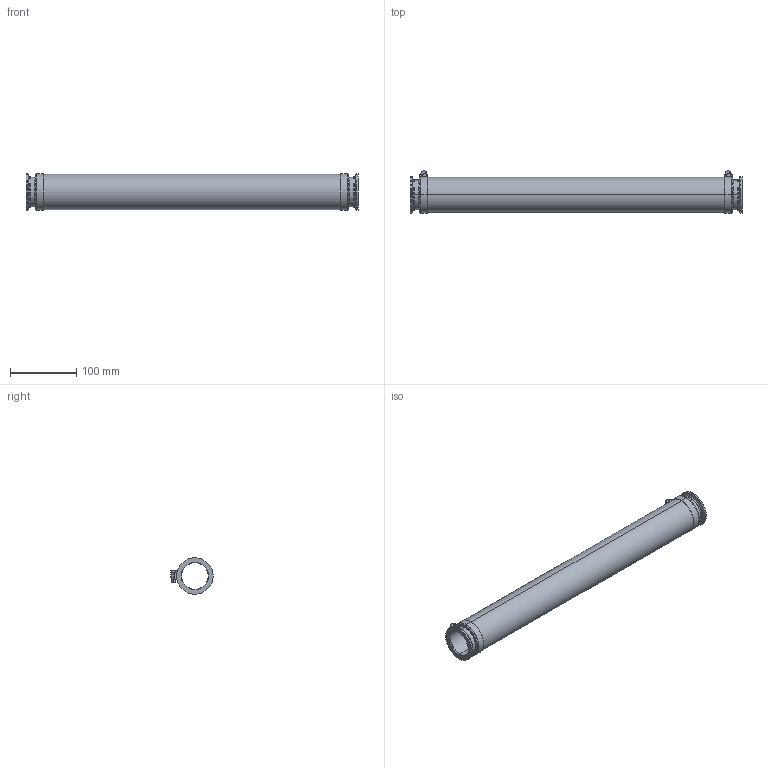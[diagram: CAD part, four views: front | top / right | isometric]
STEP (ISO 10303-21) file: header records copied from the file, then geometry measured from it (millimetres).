
FILE_DESCRIPTION (( 'STEP AP214' ), '1' );
FILE_NAME ('100SPA040-0500.A.stp', '2017-06-06T12:22:08', ( '' ), ( '' ), 'SwSTEP 2.0', 'SolidWorks 2015', '' );
FILE_SCHEMA (( 'AUTOMOTIVE_DESIGN' ));
Length unit declared in the file: millimetre
Products named in the file (1): 100SPA040-0500.A
Bounding box: 500 x 63.58 x 55 mm (x, y, z)
Volume: 321113.4 mm3; surface area: 167993.3 mm2
Topology: 1 solids, 1 shells, 130 faces, 284 edges, 174 vertices
Faces by surface type: cylinder 54, plane 42, cone 20, torus 14
Entity records: 5220 total; most frequent: CARTESIAN_POINT 787, DIRECTION 696, ORIENTED_EDGE 568, AXIS2_PLACEMENT_3D 297, EDGE_CURVE 284, VERTEX_POINT 174, CIRCLE 166, EDGE_LOOP 150
